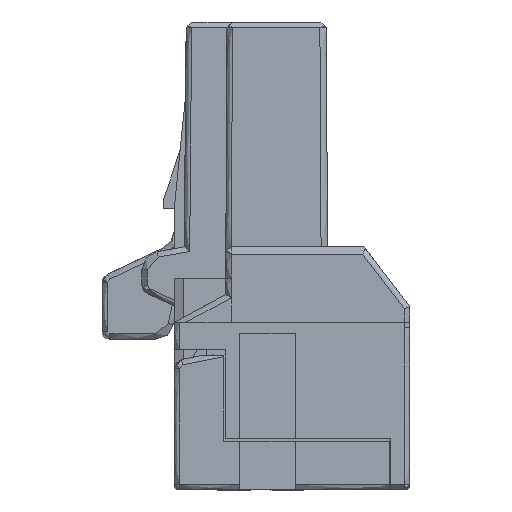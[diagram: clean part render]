
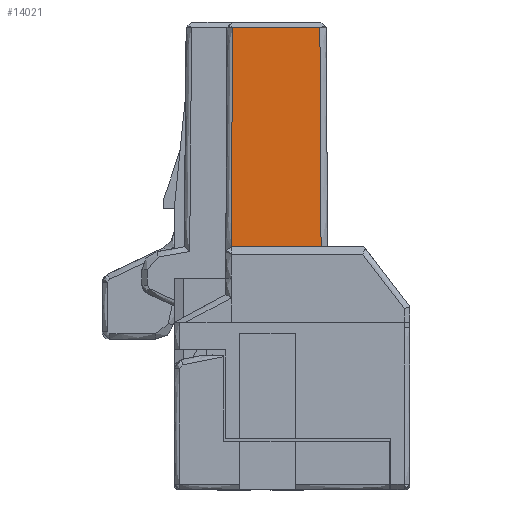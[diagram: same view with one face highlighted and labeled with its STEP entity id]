
A CAD part, left-side view. The second image highlights one B-rep face of the part: STEP entity #14021.
In plain terms, the highlighted free-form (B-spline) face has degree [1, 1] with [2, 2] control points.
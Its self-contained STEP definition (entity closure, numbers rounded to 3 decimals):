
#12760=CARTESIAN_POINT('',(-36.35,-2.447,-2.1));
#12761=VERTEX_POINT('',#12760);
#12784=CARTESIAN_POINT('',(-36.35,-2.385,9.8));
#12785=VERTEX_POINT('',#12784);
#12792=CARTESIAN_POINT('',(-36.35,-2.385,9.8));
#12793=CARTESIAN_POINT('',(-36.35,-2.447,-2.1));
#12794=B_SPLINE_CURVE_WITH_KNOTS('',1,(#12792,#12793),.POLYLINE_FORM.,.F.,.U.,(2,2),(0.,1.),.UNSPECIFIED.);
#12795=EDGE_CURVE('',#12785,#12761,#12794,.T.);
#13472=CARTESIAN_POINT('',(-36.35,2.422,-2.1));
#13473=VERTEX_POINT('',#13472);
#13517=CARTESIAN_POINT('',(-36.35,2.359,9.8));
#13518=VERTEX_POINT('',#13517);
#13519=CARTESIAN_POINT('',(-36.35,2.422,-2.1));
#13520=CARTESIAN_POINT('',(-36.35,2.359,9.8));
#13521=B_SPLINE_CURVE_WITH_KNOTS('',1,(#13519,#13520),.POLYLINE_FORM.,.F.,.U.,(2,2),(0.,1.),.UNSPECIFIED.);
#13522=EDGE_CURVE('',#13473,#13518,#13521,.T.);
#13988=CARTESIAN_POINT('',(-36.35,2.359,9.8));
#13989=CARTESIAN_POINT('',(-36.35,-2.385,9.8));
#13990=B_SPLINE_CURVE_WITH_KNOTS('',1,(#13988,#13989),.POLYLINE_FORM.,.F.,.U.,(2,2),(0.,1.),.UNSPECIFIED.);
#13991=EDGE_CURVE('',#13518,#12785,#13990,.T.);
#14006=CARTESIAN_POINT('',(-36.35,-6.441,-2.579));
#14007=CARTESIAN_POINT('',(-36.35,6.416,-2.579));
#14008=CARTESIAN_POINT('',(-36.35,-6.441,10.279));
#14009=CARTESIAN_POINT('',(-36.35,6.416,10.279));
#14010=B_SPLINE_SURFACE_WITH_KNOTS('',1,1,((#14006,#14007),(#14008,#14009)),.PLANE_SURF.,.F.,.F.,.U.,(2,2),(2,2),(0.,1.),(0.,1.),.UNSPECIFIED.);
#14011=CARTESIAN_POINT('',(-36.35,-2.447,-2.1));
#14012=CARTESIAN_POINT('',(-36.35,2.422,-2.1));
#14013=B_SPLINE_CURVE_WITH_KNOTS('',1,(#14011,#14012),.POLYLINE_FORM.,.F.,.U.,(2,2),(0.,1.),.UNSPECIFIED.);
#14014=EDGE_CURVE('',#12761,#13473,#14013,.T.);
#14015=ORIENTED_EDGE('',*,*,#14014,.F.);
#14016=ORIENTED_EDGE('',*,*,#12795,.F.);
#14017=ORIENTED_EDGE('',*,*,#13991,.F.);
#14018=ORIENTED_EDGE('',*,*,#13522,.F.);
#14019=EDGE_LOOP('',(#14015,#14016,#14017,#14018));
#14020=FACE_OUTER_BOUND('',#14019,.T.);
#14021=ADVANCED_FACE('',(#14020),#14010,.T.);
